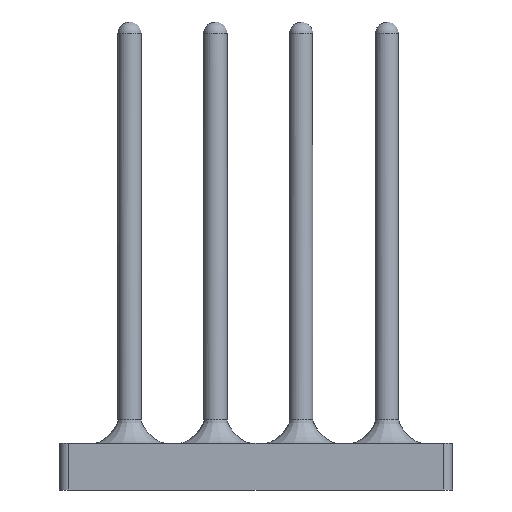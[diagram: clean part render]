
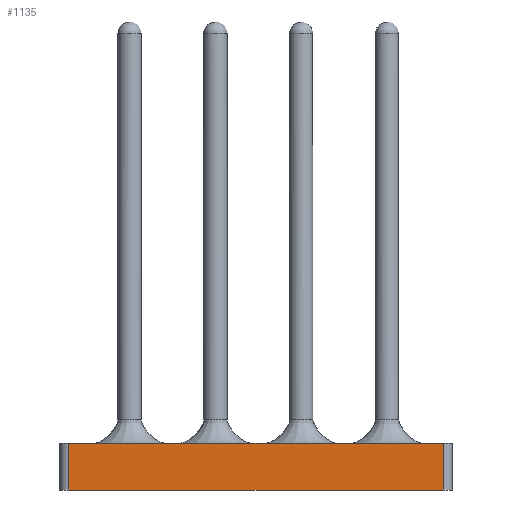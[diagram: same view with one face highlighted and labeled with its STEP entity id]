
A CAD part, front view. The second image highlights one B-rep face of the part: STEP entity #1135.
In plain terms, the highlighted planar face has unit normal (0, -1, 0).
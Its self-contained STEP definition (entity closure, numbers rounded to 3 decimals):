
#160=PLANE('',#1236);
#167=FACE_OUTER_BOUND('',#273,.T.);
#273=EDGE_LOOP('',(#805,#806,#807,#808));
#354=LINE('',#1622,#394);
#355=LINE('',#1625,#395);
#359=LINE('',#2071,#399);
#360=LINE('',#2072,#400);
#394=VECTOR('',#1352,10.);
#395=VECTOR('',#1355,10.);
#399=VECTOR('',#1367,10.);
#400=VECTOR('',#1368,10.);
#489=VERTEX_POINT('',#1615);
#492=VERTEX_POINT('',#1620);
#493=VERTEX_POINT('',#1624);
#523=VERTEX_POINT('',#2070);
#604=EDGE_CURVE('',#492,#489,#354,.T.);
#605=EDGE_CURVE('',#489,#493,#355,.T.);
#636=EDGE_CURVE('',#523,#492,#359,.T.);
#637=EDGE_CURVE('',#493,#523,#360,.T.);
#805=ORIENTED_EDGE('',*,*,#604,.F.);
#806=ORIENTED_EDGE('',*,*,#636,.F.);
#807=ORIENTED_EDGE('',*,*,#637,.F.);
#808=ORIENTED_EDGE('',*,*,#605,.F.);
#1135=ADVANCED_FACE('',(#167),#160,.T.);
#1236=AXIS2_PLACEMENT_3D('',#2069,#1365,#1366);
#1352=DIRECTION('',(0.,0.,1.));
#1355=DIRECTION('',(1.,0.,0.));
#1365=DIRECTION('center_axis',(0.,-1.,0.));
#1366=DIRECTION('ref_axis',(1.,0.,0.));
#1367=DIRECTION('',(-1.,0.,0.));
#1368=DIRECTION('',(0.,0.,-1.));
#1615=CARTESIAN_POINT('',(-82.,0.,10.));
#1620=CARTESIAN_POINT('',(-82.,0.,0.));
#1622=CARTESIAN_POINT('',(-82.,0.,0.));
#1624=CARTESIAN_POINT('',(-2.,0.,10.));
#1625=CARTESIAN_POINT('',(0.,0.,10.));
#2069=CARTESIAN_POINT('Origin',(-84.,0.,0.));
#2070=CARTESIAN_POINT('',(-2.,0.,0.));
#2071=CARTESIAN_POINT('',(0.,0.,0.));
#2072=CARTESIAN_POINT('',(-2.,0.,0.));
